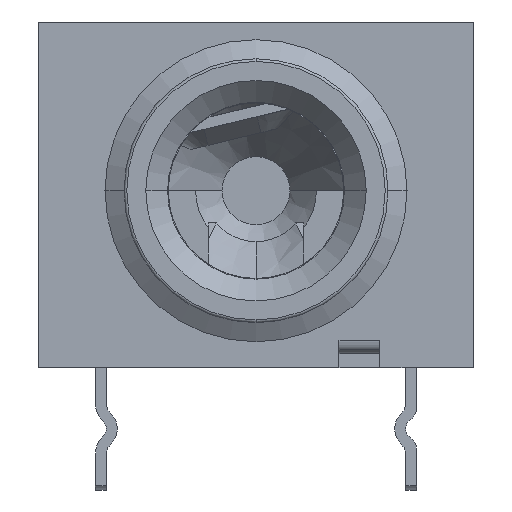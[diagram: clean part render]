
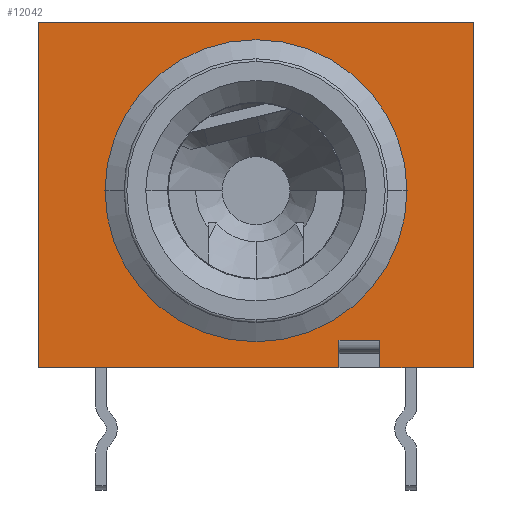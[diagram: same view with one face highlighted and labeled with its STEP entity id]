
A CAD part, front view. The second image highlights one B-rep face of the part: STEP entity #12042.
In plain terms, the highlighted planar face has unit normal (0, -1, 0).
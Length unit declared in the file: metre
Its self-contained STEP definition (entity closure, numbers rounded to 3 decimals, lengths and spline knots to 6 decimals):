
#535=PLANE('',#13061);
#807=CIRCLE('',#12553,0.0048);
#917=CIRCLE('',#12889,0.0048);
#4364=ORIENTED_EDGE('',*,*,#5162,.T.);
#4365=ORIENTED_EDGE('',*,*,#5191,.F.);
#4366=ORIENTED_EDGE('',*,*,#6049,.T.);
#4367=ORIENTED_EDGE('',*,*,#6050,.T.);
#4368=ORIENTED_EDGE('',*,*,#5915,.F.);
#4369=ORIENTED_EDGE('',*,*,#5163,.F.);
#4370=ORIENTED_EDGE('',*,*,#5156,.T.);
#4371=ORIENTED_EDGE('',*,*,#5151,.F.);
#4372=ORIENTED_EDGE('',*,*,#5756,.T.);
#4373=ORIENTED_EDGE('',*,*,#5003,.T.);
#5003=EDGE_CURVE('',#6534,#6533,#807,.T.);
#5151=EDGE_CURVE('',#6642,#6643,#7727,.T.);
#5156=EDGE_CURVE('',#6646,#6643,#7731,.T.);
#5162=EDGE_CURVE('',#6642,#6649,#7737,.T.);
#5163=EDGE_CURVE('',#6646,#6650,#7738,.T.);
#5191=EDGE_CURVE('',#6677,#6649,#7766,.T.);
#5756=EDGE_CURVE('',#6533,#6534,#917,.T.);
#5915=EDGE_CURVE('',#6650,#7127,#8351,.T.);
#6049=EDGE_CURVE('',#6677,#7191,#8485,.T.);
#6050=EDGE_CURVE('',#7191,#7127,#8486,.T.);
#6533=VERTEX_POINT('',#17541);
#6534=VERTEX_POINT('',#17543);
#6642=VERTEX_POINT('',#17857);
#6643=VERTEX_POINT('',#17859);
#6646=VERTEX_POINT('',#17869);
#6649=VERTEX_POINT('',#17879);
#6650=VERTEX_POINT('',#17883);
#6677=VERTEX_POINT('',#17937);
#7127=VERTEX_POINT('',#19768);
#7191=VERTEX_POINT('',#20020);
#7727=LINE('',#17858,#9050);
#7731=LINE('',#17868,#9054);
#7737=LINE('',#17880,#9060);
#7738=LINE('',#17882,#9061);
#7766=LINE('',#17938,#9089);
#8351=LINE('',#19767,#9674);
#8485=LINE('',#20021,#9808);
#8486=LINE('',#20024,#9809);
#9050=VECTOR('',#14627,1.);
#9054=VECTOR('',#14637,1.);
#9060=VECTOR('',#14647,1.);
#9061=VECTOR('',#14650,1.);
#9089=VECTOR('',#14678,1.);
#9674=VECTOR('',#15901,1.);
#9808=VECTOR('',#16145,1.);
#9809=VECTOR('',#16150,1.);
#10565=EDGE_LOOP('',(#4364,#4365,#4366,#4367,#4368,#4369,#4370,#4371));
#10566=EDGE_LOOP('',(#4372,#4373));
#11258=FACE_BOUND('',#10565,.T.);
#11259=FACE_BOUND('',#10566,.T.);
#12042=ADVANCED_FACE('',(#11258,#11259),#535,.T.);
#12553=AXIS2_PLACEMENT_3D('',#17542,#14346,#14347);
#12889=AXIS2_PLACEMENT_3D('',#19456,#15589,#15590);
#13061=AXIS2_PLACEMENT_3D('',#20167,#16284,#16285);
#14346=DIRECTION('',(0.,1.,0.));
#14347=DIRECTION('',(1.,0.,0.));
#14627=DIRECTION('',(-1.,0.,0.));
#14637=DIRECTION('',(0.,0.,1.));
#14647=DIRECTION('',(0.,0.,-1.));
#14650=DIRECTION('',(-1.,0.,0.));
#14678=DIRECTION('',(-1.,0.,0.));
#15589=DIRECTION('',(0.,1.,0.));
#15590=DIRECTION('',(1.,0.,0.));
#15901=DIRECTION('',(0.,0.,1.));
#16145=DIRECTION('',(0.,0.,1.));
#16150=DIRECTION('',(-1.,0.,0.));
#16284=DIRECTION('',(0.,-1.,0.));
#16285=DIRECTION('',(1.,0.,0.));
#17541=CARTESIAN_POINT('',(0.0048,-0.00815,0.00015));
#17542=CARTESIAN_POINT('',(0.,-0.00815,0.00015));
#17543=CARTESIAN_POINT('',(-0.0048,-0.00815,0.00015));
#17857=CARTESIAN_POINT('',(0.00455,-0.00815,-0.00535));
#17858=CARTESIAN_POINT('',(0.00455,-0.00815,-0.00535));
#17859=CARTESIAN_POINT('',(0.00305,-0.00815,-0.00535));
#17868=CARTESIAN_POINT('',(0.00305,-0.00815,-0.00635));
#17869=CARTESIAN_POINT('',(0.00305,-0.00815,-0.00635));
#17879=CARTESIAN_POINT('',(0.00455,-0.00815,-0.00635));
#17880=CARTESIAN_POINT('',(0.00455,-0.00815,-0.00535));
#17882=CARTESIAN_POINT('',(0.00305,-0.00815,-0.00635));
#17883=CARTESIAN_POINT('',(-0.008,-0.00815,-0.00635));
#17937=CARTESIAN_POINT('',(0.008,-0.00815,-0.00635));
#17938=CARTESIAN_POINT('',(0.008,-0.00815,-0.00635));
#19456=CARTESIAN_POINT('',(0.,-0.00815,0.00015));
#19767=CARTESIAN_POINT('',(-0.008,-0.00815,-0.00635));
#19768=CARTESIAN_POINT('',(-0.008,-0.00815,0.00635));
#20020=CARTESIAN_POINT('',(0.008,-0.00815,0.00635));
#20021=CARTESIAN_POINT('',(0.008,-0.00815,-0.00635));
#20024=CARTESIAN_POINT('',(0.008,-0.00815,0.00635));
#20167=CARTESIAN_POINT('',(0.008,-0.00815,-0.00635));
